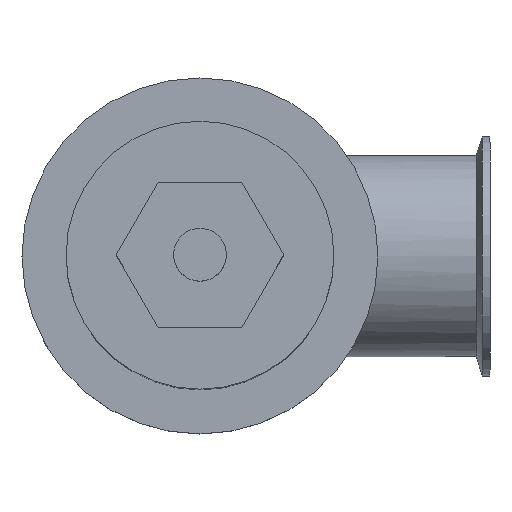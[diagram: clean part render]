
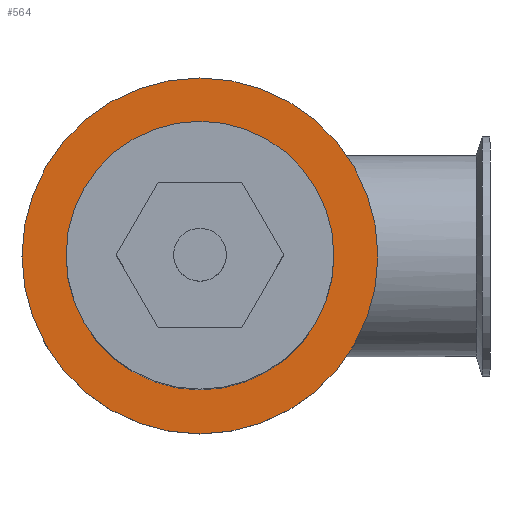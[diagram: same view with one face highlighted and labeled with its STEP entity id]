
A CAD part, top view. The second image highlights one B-rep face of the part: STEP entity #564.
In plain terms, the highlighted planar face has unit normal (0, 0, 1).
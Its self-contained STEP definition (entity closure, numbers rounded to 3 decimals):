
#39=FACE_BOUND('',#127,.T.);
#50=CIRCLE('',#628,50.8);
#51=CIRCLE('',#630,67.5);
#84=FACE_OUTER_BOUND('',#126,.T.);
#126=EDGE_LOOP('',(#461));
#127=EDGE_LOOP('',(#462));
#277=VERTEX_POINT('',#921);
#278=VERTEX_POINT('',#925);
#340=EDGE_CURVE('',#277,#277,#50,.T.);
#342=EDGE_CURVE('',#278,#278,#51,.T.);
#461=ORIENTED_EDGE('',*,*,#342,.F.);
#462=ORIENTED_EDGE('',*,*,#340,.T.);
#538=PLANE('',#629);
#564=ADVANCED_FACE('',(#84,#39),#538,.T.);
#628=AXIS2_PLACEMENT_3D('',#922,#753,#754);
#629=AXIS2_PLACEMENT_3D('',#924,#756,#757);
#630=AXIS2_PLACEMENT_3D('',#926,#758,#759);
#753=DIRECTION('center_axis',(0.,0.,-1.));
#754=DIRECTION('ref_axis',(-1.,0.,0.));
#756=DIRECTION('center_axis',(0.,0.,1.));
#757=DIRECTION('ref_axis',(1.,0.,0.));
#758=DIRECTION('center_axis',(0.,0.,-1.));
#759=DIRECTION('ref_axis',(-1.,0.,0.));
#921=CARTESIAN_POINT('',(50.8,0.,57.65));
#922=CARTESIAN_POINT('Origin',(0.,0.,57.65));
#924=CARTESIAN_POINT('Origin',(-59.15,0.,57.65));
#925=CARTESIAN_POINT('',(67.5,0.,57.65));
#926=CARTESIAN_POINT('Origin',(0.,0.,57.65));
